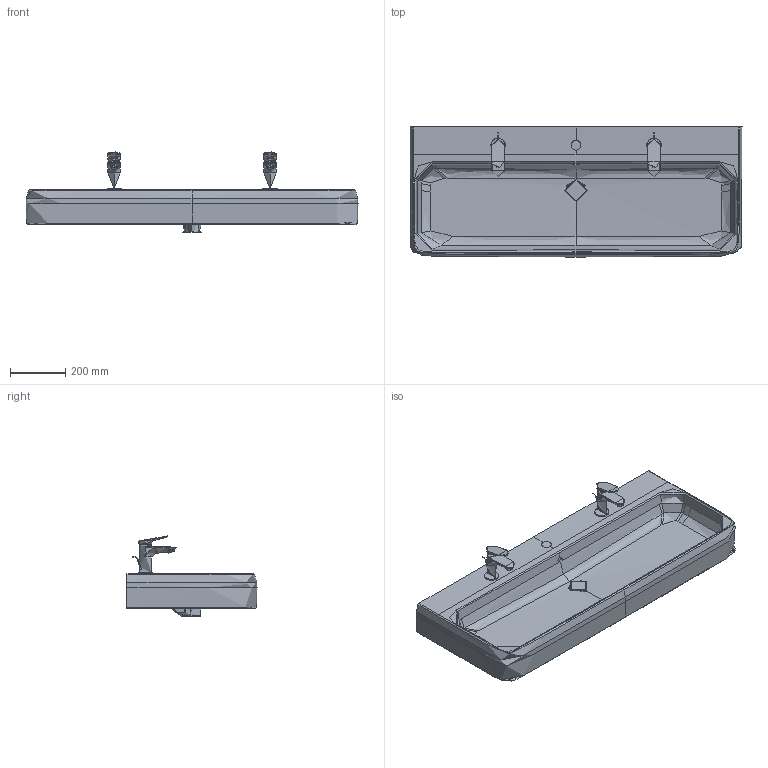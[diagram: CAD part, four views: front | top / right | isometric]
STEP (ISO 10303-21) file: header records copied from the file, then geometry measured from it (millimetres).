
FILE_DESCRIPTION(/* description */ (''),/* implementation_level */ '2;1');
FILE_NAME(/* name */ '238212',/* time_stamp */ '2022-12-05T14:52:25+01:00',/* author */ (''),/* organization */ (''),/* preprocessor_version */ 'ST-DEVELOPER v15',/* originating_system */ '',/* authorisation */ '');
FILE_SCHEMA (('AUTOMOTIVE_DESIGN'));
Length unit declared in the file: millimetre
Products named in the file (1): Document
Bounding box: 1199.93 x 469.96 x 289.78 mm (x, y, z)
Volume: 70008.7 mm3; surface area: 2027896.3 mm2
Topology: 10 solids, 17 shells, 914 faces, 2201 edges, 1293 vertices
Faces by surface type: bspline 796, plane 118
Entity records: 106581 total; most frequent: CARTESIAN_POINT 93650, ORIENTED_EDGE 4308, EDGE_CURVE 2173, B_SPLINE_CURVE_WITH_KNOTS 1535, VERTEX_POINT 1293, EDGE_LOOP 946, ADVANCED_FACE 914, FACE_OUTER_BOUND 914
